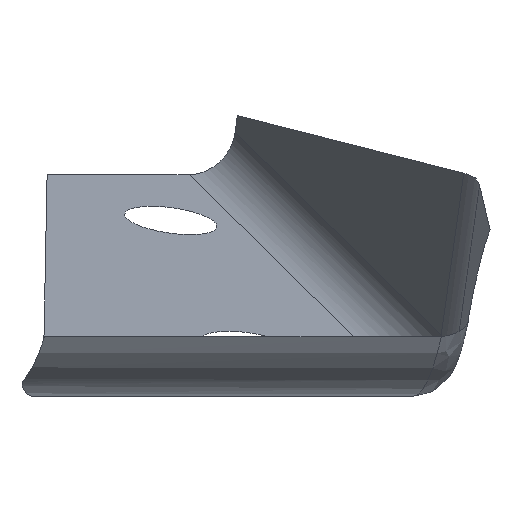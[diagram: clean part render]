
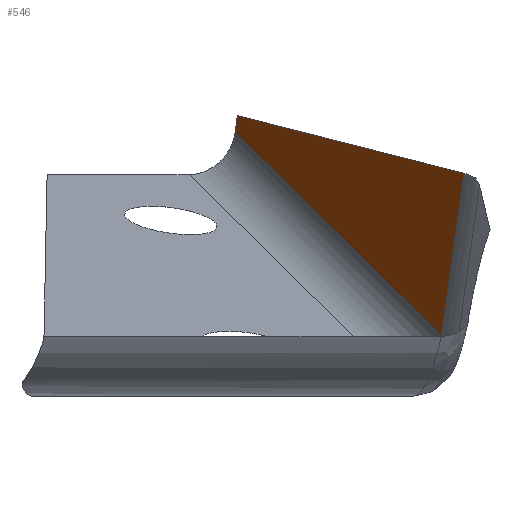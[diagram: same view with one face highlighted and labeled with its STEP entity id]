
A CAD part, left-side view. The second image highlights one B-rep face of the part: STEP entity #546.
In plain terms, the highlighted planar face has unit normal (-0.332, 0.943, 0.036).
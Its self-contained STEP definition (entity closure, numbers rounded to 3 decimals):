
#76 = CYLINDRICAL_SURFACE('',#77,5.);
#77 = AXIS2_PLACEMENT_3D('',#78,#79,#80);
#78 = CARTESIAN_POINT('',(64.376,12.434,
    17.229));
#79 = DIRECTION('',(-0.903,-0.306,-0.302));
#80 = DIRECTION('',(0.273,0.133,-0.953));
#364 = EDGE_CURVE('',#365,#367,#369,.T.);
#365 = VERTEX_POINT('',#366);
#366 = CARTESIAN_POINT('',(65.3,7.472,
    16.801));
#367 = VERTEX_POINT('',#368);
#368 = CARTESIAN_POINT('',(-3.332,-15.809,
    -6.118));
#369 = SURFACE_CURVE('',#370,(#374,#403),.PCURVE_S1.);
#370 = LINE('',#371,#372);
#371 = CARTESIAN_POINT('',(65.3,7.472,
    16.801));
#372 = VECTOR('',#373,1.);
#373 = DIRECTION('',(-0.903,-0.306,-0.302));
#374 = PCURVE('',#76,#375);
#375 = DEFINITIONAL_REPRESENTATION('',(#376),#402);
#376 = B_SPLINE_CURVE_WITH_KNOTS('',3,(#377,#378,#379,#380,#381,#382,
    #383,#384,#385,#386,#387,#388,#389,#390,#391,#392,#393,#394,#395,
    #396,#397,#398,#399,#400,#401),.UNSPECIFIED.,.F.,.F.,(4,1,1,1,1,1,1,
    1,1,1,1,1,1,1,1,1,1,1,1,1,1,1,4),(0.,3.455,6.91,
    10.365,13.82,17.275,20.73,
    24.185,27.64,31.095,34.55,
    38.005,41.461,44.916,48.371,
    51.826,55.281,58.736,62.191,
    65.646,69.101,72.556,76.011),
  .QUASI_UNIFORM_KNOTS.);
#377 = CARTESIAN_POINT('',(1.571,0.815));
#378 = CARTESIAN_POINT('',(1.571,1.967));
#379 = CARTESIAN_POINT('',(1.571,4.27));
#380 = CARTESIAN_POINT('',(1.571,7.725));
#381 = CARTESIAN_POINT('',(1.571,11.18));
#382 = CARTESIAN_POINT('',(1.571,14.635));
#383 = CARTESIAN_POINT('',(1.571,18.09));
#384 = CARTESIAN_POINT('',(1.571,21.545));
#385 = CARTESIAN_POINT('',(1.571,25.));
#386 = CARTESIAN_POINT('',(1.571,28.455));
#387 = CARTESIAN_POINT('',(1.571,31.91));
#388 = CARTESIAN_POINT('',(1.571,35.365));
#389 = CARTESIAN_POINT('',(1.571,38.82));
#390 = CARTESIAN_POINT('',(1.571,42.276));
#391 = CARTESIAN_POINT('',(1.571,45.731));
#392 = CARTESIAN_POINT('',(1.571,49.186));
#393 = CARTESIAN_POINT('',(1.571,52.641));
#394 = CARTESIAN_POINT('',(1.571,56.096));
#395 = CARTESIAN_POINT('',(1.571,59.551));
#396 = CARTESIAN_POINT('',(1.571,63.006));
#397 = CARTESIAN_POINT('',(1.571,66.461));
#398 = CARTESIAN_POINT('',(1.571,69.916));
#399 = CARTESIAN_POINT('',(1.571,73.371));
#400 = CARTESIAN_POINT('',(1.571,75.674));
#401 = CARTESIAN_POINT('',(1.571,76.826));
#402 = ( GEOMETRIC_REPRESENTATION_CONTEXT(2) 
PARAMETRIC_REPRESENTATION_CONTEXT() REPRESENTATION_CONTEXT('2D SPACE',''
  ) );
#403 = PCURVE('',#404,#409);
#404 = PLANE('',#405);
#405 = AXIS2_PLACEMENT_3D('',#406,#407,#408);
#406 = CARTESIAN_POINT('',(-4.814,-15.948,
    -16.009));
#407 = DIRECTION('',(0.332,-0.943,-0.036)
  );
#408 = DIRECTION('',(0.903,0.306,0.302));
#409 = DEFINITIONAL_REPRESENTATION('',(#410),#414);
#410 = LINE('',#411,#412);
#411 = CARTESIAN_POINT('',(80.374,9.));
#412 = VECTOR('',#413,1.);
#413 = DIRECTION('',(-1.,0.));
#414 = ( GEOMETRIC_REPRESENTATION_CONTEXT(2) 
PARAMETRIC_REPRESENTATION_CONTEXT() REPRESENTATION_CONTEXT('2D SPACE',''
  ) );
#546 = ADVANCED_FACE('',(#547),#404,.F.);
#547 = FACE_BOUND('',#548,.F.);
#548 = EDGE_LOOP('',(#549,#550,#566,#582));
#549 = ORIENTED_EDGE('',*,*,#364,.F.);
#550 = ORIENTED_EDGE('',*,*,#551,.T.);
#551 = EDGE_CURVE('',#365,#552,#554,.T.);
#552 = VERTEX_POINT('',#553);
#553 = CARTESIAN_POINT('',(64.754,7.206,
    18.706));
#554 = SURFACE_CURVE('',#555,(#559),.PCURVE_S1.);
#555 = LINE('',#556,#557);
#556 = CARTESIAN_POINT('',(65.3,7.472,
    16.801));
#557 = VECTOR('',#558,1.);
#558 = DIRECTION('',(-0.273,-0.133,0.953));
#559 = PCURVE('',#404,#560);
#560 = DEFINITIONAL_REPRESENTATION('',(#561),#565);
#561 = LINE('',#562,#563);
#562 = CARTESIAN_POINT('',(80.374,9.));
#563 = VECTOR('',#564,1.);
#564 = DIRECTION('',(0.,1.));
#565 = ( GEOMETRIC_REPRESENTATION_CONTEXT(2) 
PARAMETRIC_REPRESENTATION_CONTEXT() REPRESENTATION_CONTEXT('2D SPACE',''
  ) );
#566 = ORIENTED_EDGE('',*,*,#567,.T.);
#567 = EDGE_CURVE('',#552,#568,#570,.T.);
#568 = VERTEX_POINT('',#569);
#569 = CARTESIAN_POINT('',(-8.583,-18.367,
    12.203));
#570 = SURFACE_CURVE('',#571,(#575),.PCURVE_S1.);
#571 = LINE('',#572,#573);
#572 = CARTESIAN_POINT('',(64.754,7.206,
    18.706));
#573 = VECTOR('',#574,1.);
#574 = DIRECTION('',(-0.941,-0.328,-0.083
    ));
#575 = PCURVE('',#404,#576);
#576 = DEFINITIONAL_REPRESENTATION('',(#577),#581);
#577 = LINE('',#578,#579);
#578 = CARTESIAN_POINT('',(80.374,11.));
#579 = VECTOR('',#580,1.);
#580 = DIRECTION('',(-0.975,0.221));
#581 = ( GEOMETRIC_REPRESENTATION_CONTEXT(2) 
PARAMETRIC_REPRESENTATION_CONTEXT() REPRESENTATION_CONTEXT('2D SPACE',''
  ) );
#582 = ORIENTED_EDGE('',*,*,#583,.F.);
#583 = EDGE_CURVE('',#367,#568,#584,.T.);
#584 = SURFACE_CURVE('',#585,(#589,#596),.PCURVE_S1.);
#585 = LINE('',#586,#587);
#586 = CARTESIAN_POINT('',(-3.332,-15.809,
    -6.118));
#587 = VECTOR('',#588,1.);
#588 = DIRECTION('',(-0.273,-0.133,0.953));
#589 = PCURVE('',#404,#590);
#590 = DEFINITIONAL_REPRESENTATION('',(#591),#595);
#591 = LINE('',#592,#593);
#592 = CARTESIAN_POINT('',(4.363,9.));
#593 = VECTOR('',#594,1.);
#594 = DIRECTION('',(0.,1.));
#595 = ( GEOMETRIC_REPRESENTATION_CONTEXT(2) 
PARAMETRIC_REPRESENTATION_CONTEXT() REPRESENTATION_CONTEXT('2D SPACE',''
  ) );
#596 = PCURVE('',#597,#602);
#597 = CYLINDRICAL_SURFACE('',#598,35.);
#598 = AXIS2_PLACEMENT_3D('',#599,#600,#601);
#599 = CARTESIAN_POINT('',(-20.611,14.424,
    14.914));
#600 = DIRECTION('',(0.273,0.133,-0.953));
#601 = DIRECTION('',(0.332,-0.943,-0.036)
  );
#602 = DEFINITIONAL_REPRESENTATION('',(#603),#629);
#603 = B_SPLINE_CURVE_WITH_KNOTS('',3,(#604,#605,#606,#607,#608,#609,
    #610,#611,#612,#613,#614,#615,#616,#617,#618,#619,#620,#621,#622,
    #623,#624,#625,#626,#627,#628),.UNSPECIFIED.,.F.,.F.,(4,1,1,1,1,1,1,
    1,1,1,1,1,1,1,1,1,1,1,1,1,1,1,4),(-0.,0.874,1.748,
    2.622,3.496,4.37,5.244,
    6.119,6.993,7.867,8.741,
    9.615,10.489,11.363,12.237,
    13.111,13.985,14.859,15.733,
    16.607,17.482,18.356,19.23),
  .QUASI_UNIFORM_KNOTS.);
#604 = CARTESIAN_POINT('',(0.,20.735));
#605 = CARTESIAN_POINT('',(0.,20.444));
#606 = CARTESIAN_POINT('',(0.,19.861));
#607 = CARTESIAN_POINT('',(0.,18.987));
#608 = CARTESIAN_POINT('',(0.,18.113));
#609 = CARTESIAN_POINT('',(0.,17.239));
#610 = CARTESIAN_POINT('',(0.,16.365));
#611 = CARTESIAN_POINT('',(0.,15.491));
#612 = CARTESIAN_POINT('',(0.,14.617));
#613 = CARTESIAN_POINT('',(0.,13.743));
#614 = CARTESIAN_POINT('',(0.,12.869));
#615 = CARTESIAN_POINT('',(0.,11.994));
#616 = CARTESIAN_POINT('',(0.,11.12));
#617 = CARTESIAN_POINT('',(0.,10.246));
#618 = CARTESIAN_POINT('',(0.,9.372));
#619 = CARTESIAN_POINT('',(0.,8.498));
#620 = CARTESIAN_POINT('',(0.,7.624));
#621 = CARTESIAN_POINT('',(0.,6.75));
#622 = CARTESIAN_POINT('',(0.,5.876));
#623 = CARTESIAN_POINT('',(0.,5.002));
#624 = CARTESIAN_POINT('',(0.,4.128));
#625 = CARTESIAN_POINT('',(0.,3.254));
#626 = CARTESIAN_POINT('',(0.,2.38));
#627 = CARTESIAN_POINT('',(0.,1.797));
#628 = CARTESIAN_POINT('',(0.,1.506));
#629 = ( GEOMETRIC_REPRESENTATION_CONTEXT(2) 
PARAMETRIC_REPRESENTATION_CONTEXT() REPRESENTATION_CONTEXT('2D SPACE',''
  ) );
